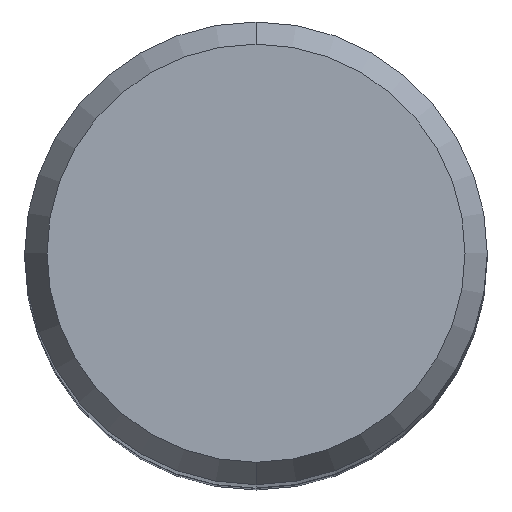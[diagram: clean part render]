
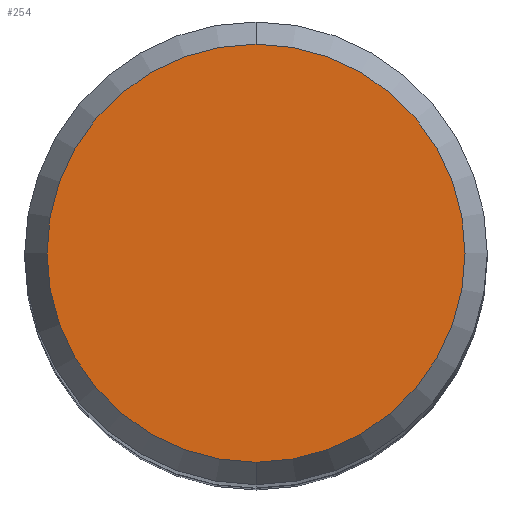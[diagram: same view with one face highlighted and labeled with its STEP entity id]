
A CAD part, top view. The second image highlights one B-rep face of the part: STEP entity #254.
In plain terms, the highlighted planar face has unit normal (0, 0, 1).
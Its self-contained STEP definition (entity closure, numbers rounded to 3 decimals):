
#134=EDGE_CURVE('',#160,#250,#324,.T.);
#160=VERTEX_POINT('',#353);
#228=EDGE_CURVE('',#250,#160,#434,.T.);
#250=VERTEX_POINT('',#459);
#254=ADVANCED_FACE('',(#463),#464,.T.);
#324=CIRCLE('',#536,5.423);
#353=CARTESIAN_POINT('',(0.0,5.423,0.01));
#434=CIRCLE('',#675,5.423);
#459=CARTESIAN_POINT('',(0.,-5.423,0.01));
#463=FACE_OUTER_BOUND('',#708,.T.);
#464=PLANE('',#709);
#536=AXIS2_PLACEMENT_3D('',#772,#773,#774);
#675=AXIS2_PLACEMENT_3D('',#930,#931,#932);
#708=EDGE_LOOP('',(#962,#963));
#709=AXIS2_PLACEMENT_3D('',#964,#965,#966);
#772=CARTESIAN_POINT('',(0.0,0.0,0.01));
#773=DIRECTION('',(0.0,0.0,-1.0));
#774=DIRECTION('',(0.0,1.0,0.0));
#930=CARTESIAN_POINT('',(0.0,0.0,0.01));
#931=DIRECTION('',(0.0,0.0,-1.0));
#932=DIRECTION('',(0.0,1.0,0.0));
#962=ORIENTED_EDGE('',*,*,#134,.F.);
#963=ORIENTED_EDGE('',*,*,#228,.F.);
#964=CARTESIAN_POINT('',(0.0,2.711,0.01));
#965=DIRECTION('',(-0.0,0.0,1.0));
#966=DIRECTION('',(0.0,-1.0,0.0));
